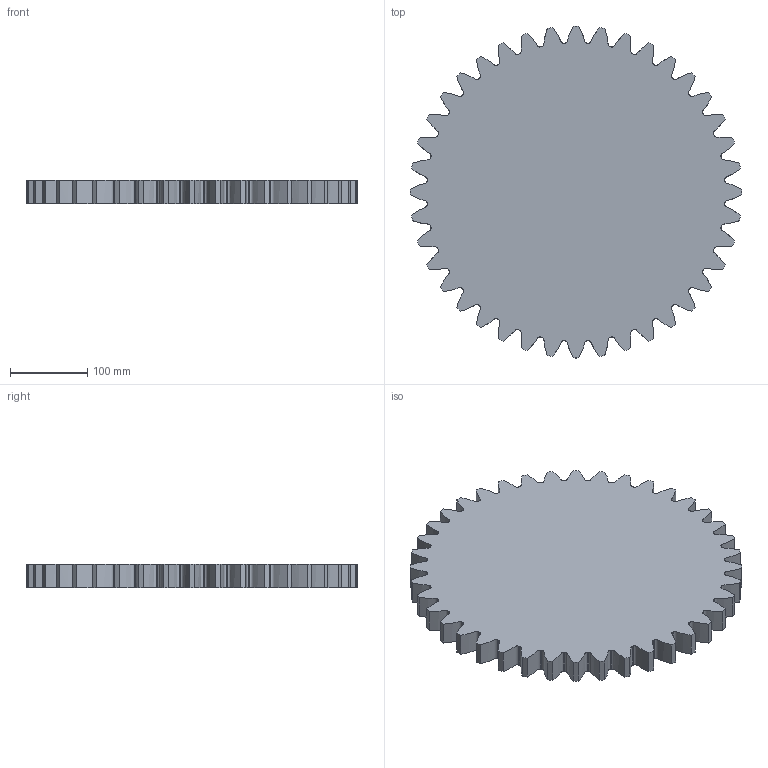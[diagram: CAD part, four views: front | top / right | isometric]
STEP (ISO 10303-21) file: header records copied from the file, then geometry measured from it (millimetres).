
FILE_DESCRIPTION( ( 'STEP AP203' ), '1' );
FILE_NAME( 'coroa com k.stp', ' ', ( ' ' ), ( ' ' ), 'PSStep 18.0.17', ' ', ' ' );
FILE_SCHEMA( ( 'CONFIG_CONTROL_DESIGN' ) );
Length unit declared in the file: metre
Products named in the file (1): 1
Bounding box: 429.13 x 429.13 x 30 mm (x, y, z)
Volume: 3950140.9 mm3; surface area: 333957 mm2
Topology: 1 solids, 1 shells, 202 faces, 600 edges, 400 vertices
Faces by surface type: bspline 160, cylinder 40, plane 2
Entity records: 26908 total; most frequent: CARTESIAN_POINT 22483, ORIENTED_EDGE 1200, EDGE_CURVE 600, DIRECTION 446, VERTEX_POINT 400, B_SPLINE_CURVE_WITH_KNOTS 320, ADVANCED_FACE 202, FACE_OUTER_BOUND 202
